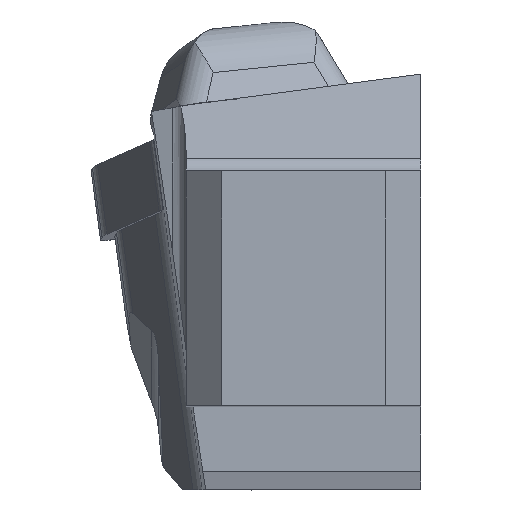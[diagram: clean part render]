
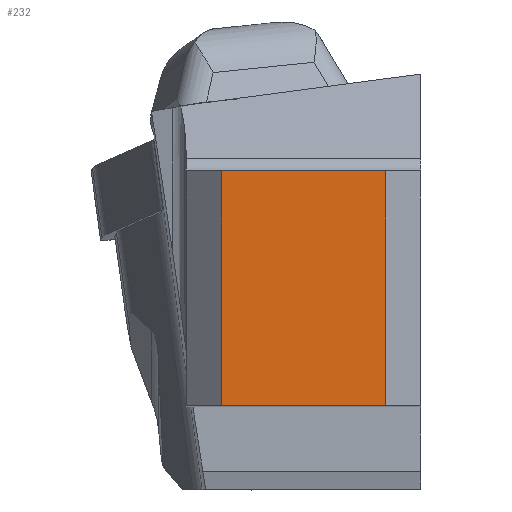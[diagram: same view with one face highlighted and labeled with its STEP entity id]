
A CAD part, top view. The second image highlights one B-rep face of the part: STEP entity #232.
In plain terms, the highlighted planar face has unit normal (0, 0, 1).
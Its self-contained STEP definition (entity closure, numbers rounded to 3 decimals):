
#232=ADVANCED_FACE('CU_BACK_SU1',(#399),#319,.F.);
#319=PLANE('',#2170);
#399=FACE_OUTER_BOUND('',#501,.T.);
#501=EDGE_LOOP('',(#864,#865,#866,#867));
#864=ORIENTED_EDGE('',*,*,#1515,.F.);
#865=ORIENTED_EDGE('',*,*,#1513,.T.);
#866=ORIENTED_EDGE('',*,*,#1516,.T.);
#867=ORIENTED_EDGE('',*,*,#1517,.F.);
#1284=VERTEX_POINT('',#3259);
#1285=VERTEX_POINT('',#3261);
#1286=VERTEX_POINT('',#3265);
#1287=VERTEX_POINT('',#3267);
#1513=EDGE_CURVE('',#1285,#1284,#1735,.T.);
#1515=EDGE_CURVE('',#1285,#1286,#1737,.T.);
#1516=EDGE_CURVE('',#1284,#1287,#1738,.T.);
#1517=EDGE_CURVE('',#1286,#1287,#1739,.T.);
#1735=LINE('',#3260,#1922);
#1737=LINE('',#3264,#1924);
#1738=LINE('',#3266,#1925);
#1739=LINE('',#3268,#1926);
#1922=VECTOR('',#2576,1.);
#1924=VECTOR('',#2580,1.);
#1925=VECTOR('',#2581,1.);
#1926=VECTOR('',#2582,1.);
#2170=AXIS2_PLACEMENT_3D('',#3269,#2583,#2584);
#2576=DIRECTION('',(1.,0.,0.));
#2580=DIRECTION('',(0.,1.,0.));
#2581=DIRECTION('',(0.,1.,0.));
#2582=DIRECTION('',(1.,0.,0.));
#2583=DIRECTION('',(0.,0.,-1.));
#2584=DIRECTION('',(-1.,0.,0.));
#3259=CARTESIAN_POINT('',(-3.,0.,0.));
#3260=CARTESIAN_POINT('',(-110.,0.,0.));
#3261=CARTESIAN_POINT('',(-16.925,0.,0.));
#3264=CARTESIAN_POINT('',(-16.925,0.,0.));
#3265=CARTESIAN_POINT('',(-16.925,19.925,0.));
#3266=CARTESIAN_POINT('',(-3.,0.,0.));
#3267=CARTESIAN_POINT('',(-3.,19.925,0.));
#3268=CARTESIAN_POINT('',(-110.,19.925,0.));
#3269=CARTESIAN_POINT('',(17.496,34.925,0.));
